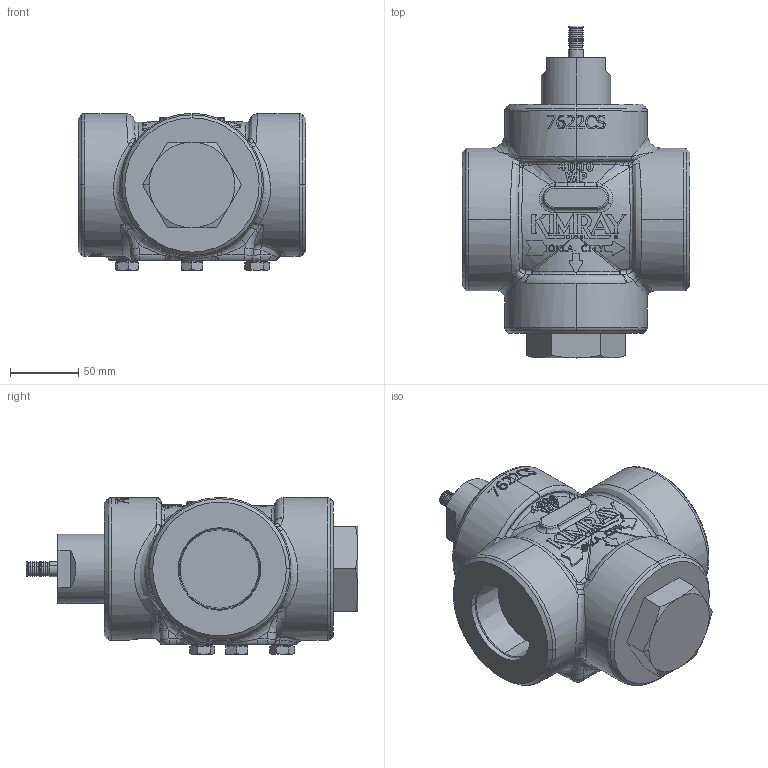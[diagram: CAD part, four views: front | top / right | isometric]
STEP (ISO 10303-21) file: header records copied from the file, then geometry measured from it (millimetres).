
FILE_DESCRIPTION (( 'STEP AP214' ), '1' );
FILE_NAME ('CVS2S4DW04L0S-MKFBW.STEP', '2025-07-16T15:04:34', ( '' ), ( '' ), 'SwSTEP 2.0', 'SolidWorks 2024', '' );
FILE_SCHEMA (( 'AUTOMOTIVE_DESIGN' ));
Length unit declared in the file: inch
Products named in the file (1): CVS2S4DW04L0S-MKFBW
Bounding box: 167.08 x 243.46 x 115.07 mm (x, y, z)
Volume: 2082324.6 mm3; surface area: 142828.1 mm2
Topology: 1 solids, 1 shells, 1132 faces, 2971 edges, 1900 vertices
Faces by surface type: plane 435, bspline 353, cylinder 193, torus 71, cone 62, sphere 18
Entity records: 66079 total; most frequent: CARTESIAN_POINT 41974, ORIENTED_EDGE 5926, DIRECTION 3649, EDGE_CURVE 2963, VERTEX_POINT 1900, AXIS2_PLACEMENT_3D 1366, B_SPLINE_CURVE_WITH_KNOTS 1313, EDGE_LOOP 1201
